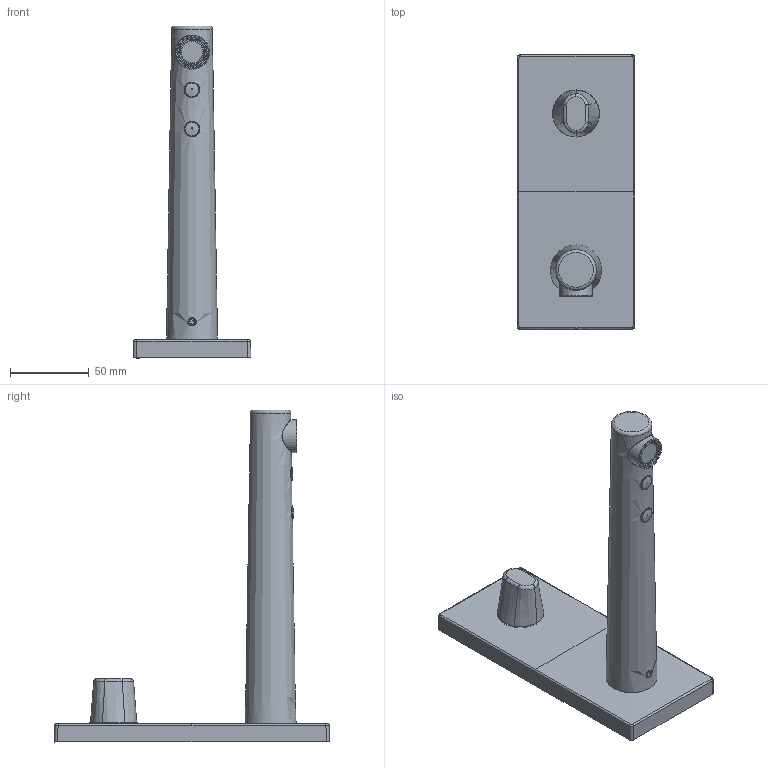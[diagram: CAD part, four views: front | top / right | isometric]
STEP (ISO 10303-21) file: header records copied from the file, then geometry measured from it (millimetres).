
FILE_DESCRIPTION (( 'STEP AP203' ), '1' );
FILE_NAME ('2207C+44912010.STEP', '2017-03-09T05:45:17', ( '' ), ( '' ), 'SwSTEP 2.0', 'SolidWorks 2016', '' );
FILE_SCHEMA (( 'CONFIG_CONTROL_DESIGN' ));
Length unit declared in the file: millimetre
Products named in the file (1): 2207C+44912010
Bounding box: 75 x 175 x 211.46 mm (x, y, z)
Surface area: 58329.8 mm2 (no closed solid volume)
Topology: 0 solids, 10 shells, 165 faces, 407 edges, 266 vertices
Faces by surface type: plane 70, torus 33, bspline 30, cylinder 25, cone 6, sphere 1
Full cylindrical faces by diameter (mm): 4.2 x1, 5 x1, 8.607 x2, 9.5 x2, 13.8 x1, 15.1 x1, 16.5 x1, 18.6 x1, 18.75 x1, 19.417 x1, 21 x1, 30 x2
Entity records: 8845 total; most frequent: CARTESIAN_POINT 5265, ORIENTED_EDGE 694, DIRECTION 690, EDGE_CURVE 354, AXIS2_PLACEMENT_3D 283, VERTEX_POINT 249, EDGE_LOOP 214, FACE_OUTER_BOUND 193
